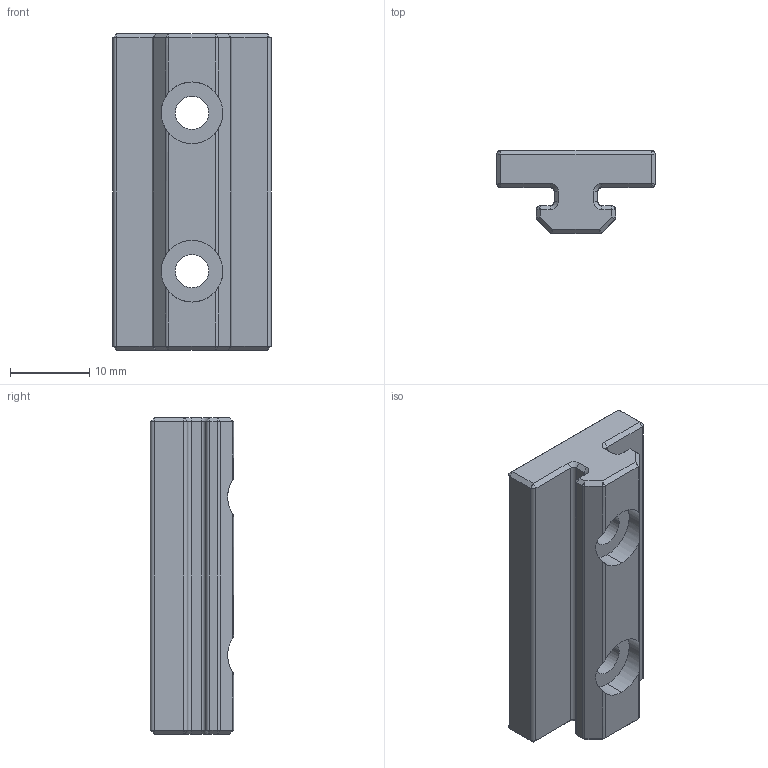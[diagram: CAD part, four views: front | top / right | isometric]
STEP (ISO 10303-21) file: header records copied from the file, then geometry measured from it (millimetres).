
FILE_DESCRIPTION (( 'STEP AP214' ), '1' );
FILE_NAME ('Îäíîñòîðîííèé ñëàéäåð 6 ïàç.STEP', '2022-05-13T13:32:59', ( 'Ïîëüçîâàòåëü Windows' ), ( '' ), 'SwSTEP 2.0', 'SolidWorks 2021', '' );
FILE_SCHEMA (( 'AUTOMOTIVE_DESIGN' ));
Length unit declared in the file: millimetre
Products named in the file (1): Îäíîñòîðîííèé ñëàéäåð 6 ïàç
Bounding box: 20 x 10.5 x 40 mm (x, y, z)
Volume: 5046.8 mm3; surface area: 3127.1 mm2
Topology: 1 solids, 1 shells, 102 faces, 244 edges, 124 vertices
Faces by surface type: plane 48, cone 28, cylinder 26
Entity records: 2762 total; most frequent: CARTESIAN_POINT 503, DIRECTION 474, ORIENTED_EDGE 448, EDGE_CURVE 224, AXIS2_PLACEMENT_3D 159, VECTOR 156, LINE 156, VERTEX_POINT 124
